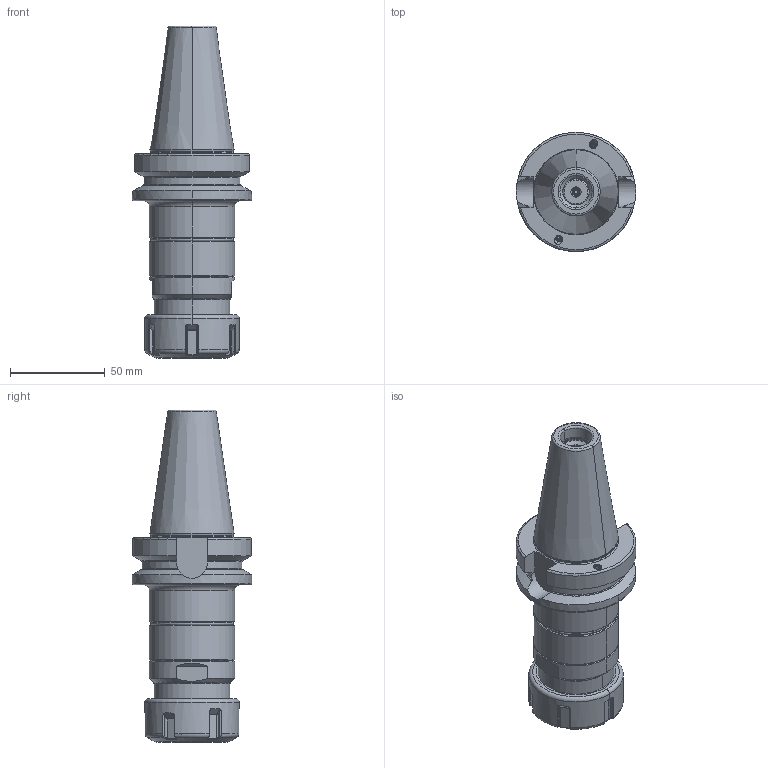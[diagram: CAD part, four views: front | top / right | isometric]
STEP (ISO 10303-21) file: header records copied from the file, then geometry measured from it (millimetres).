
FILE_DESCRIPTION((''),'2;1');
FILE_NAME('406_16_02_20','2020-11-10T',('103090'),(''),'CREO PARAMETRIC BY PTC INC, 2016260','CREO PARAMETRIC BY PTC INC, 2016260','');
FILE_SCHEMA(('CONFIG_CONTROL_DESIGN'));
Length unit declared in the file: millimetre
Products named in the file (1): 406_16_02_20
Bounding box: 63 x 63 x 175.4 mm (x, y, z)
Volume: 221356.2 mm3; surface area: 42538.7 mm2
Topology: 2 solids, 3 shells, 353 faces, 826 edges, 496 vertices
Faces by surface type: plane 95, cylinder 84, bspline 60, torus 54, cone 48, sphere 12
Entity records: 13031 total; most frequent: CARTESIAN_POINT 5377, ORIENTED_EDGE 1652, DIRECTION 1472, EDGE_CURVE 826, AXIS2_PLACEMENT_3D 590, VERTEX_POINT 496, EDGE_LOOP 374, FACE_OUTER_BOUND 353
